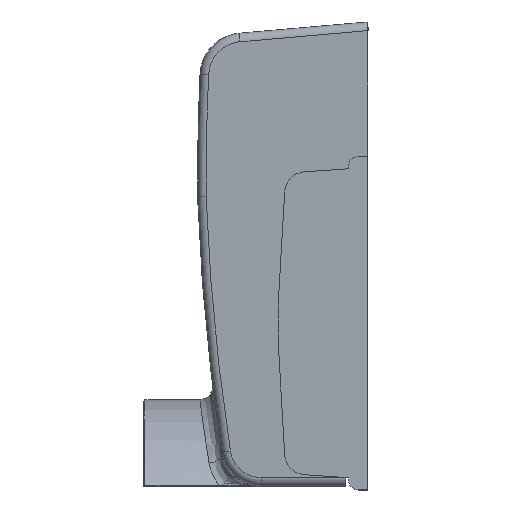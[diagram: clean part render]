
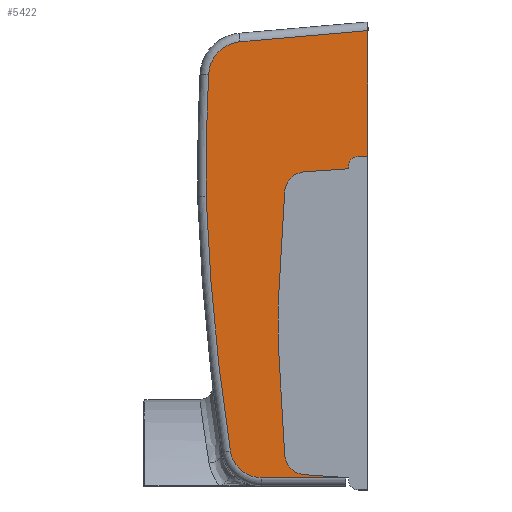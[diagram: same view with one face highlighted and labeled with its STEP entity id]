
A CAD part, left-side view. The second image highlights one B-rep face of the part: STEP entity #5422.
In plain terms, the highlighted planar face has unit normal (-1, 0, 0).
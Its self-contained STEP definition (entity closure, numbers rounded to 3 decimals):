
#264 = VERTEX_POINT ( 'NONE', #16857 ) ;
#300 = AXIS2_PLACEMENT_3D ( 'NONE', #14634, #5660, #16121 ) ;
#343 = PLANE ( 'NONE',  #6343 ) ;
#425 = DIRECTION ( 'NONE',  ( 0., 0., 1. ) ) ;
#470 = AXIS2_PLACEMENT_3D ( 'NONE', #10598, #1652, #12111 ) ;
#491 = FACE_OUTER_BOUND ( 'NONE', #3507, .T. ) ;
#723 = EDGE_CURVE ( 'NONE', #4712, #6097, #10668, .T. ) ;
#1236 = CARTESIAN_POINT ( 'NONE',  ( -45.75, 24.724, -105.992 ) ) ;
#1317 = EDGE_CURVE ( 'NONE', #3859, #2635, #13576, .T. ) ;
#1361 = CARTESIAN_POINT ( 'NONE',  ( -45.75, 20.796, -65.576 ) ) ;
#1370 = DIRECTION ( 'NONE',  ( 0., -0.998, 0.069 ) ) ;
#1652 = DIRECTION ( 'NONE',  ( -1., 0., 0. ) ) ;
#1859 = DIRECTION ( 'NONE',  ( -1., 0., 0. ) ) ;
#1863 = VERTEX_POINT ( 'NONE', #18438 ) ;
#1970 = VERTEX_POINT ( 'NONE', #4273 ) ;
#2096 = CARTESIAN_POINT ( 'NONE',  ( -45.75, 37.57, -40.538 ) ) ;
#2310 = ORIENTED_EDGE ( 'NONE', *, *, #4003, .T. ) ;
#2474 = ORIENTED_EDGE ( 'NONE', *, *, #13407, .T. ) ;
#2575 = ORIENTED_EDGE ( 'NONE', *, *, #10103, .T. ) ;
#2635 = VERTEX_POINT ( 'NONE', #13976 ) ;
#2777 = CARTESIAN_POINT ( 'NONE',  ( -45.75, 29.697, -4.598 ) ) ;
#3507 = EDGE_LOOP ( 'NONE', ( #9254, #8912, #2575, #18219, #11712, #17894, #2310, #13952, #18361, #12723, #12705, #10709, #8572, #2474, #14555, #16146, #4898 ) ) ;
#3606 = DIRECTION ( 'NONE',  ( 1., 0., 0. ) ) ;
#3617 = DIRECTION ( 'NONE',  ( -1., 0., 0. ) ) ;
#3820 = CIRCLE ( 'NONE', #470, 224.813 ) ;
#3859 = VERTEX_POINT ( 'NONE', #4494 ) ;
#3976 = CARTESIAN_POINT ( 'NONE',  ( -45.75, 4.4, -33.491 ) ) ;
#4003 = EDGE_CURVE ( 'NONE', #17810, #14287, #9460, .T. ) ;
#4107 = CARTESIAN_POINT ( 'NONE',  ( -45.75, 19.3, -39.554 ) ) ;
#4273 = CARTESIAN_POINT ( 'NONE',  ( -45.75, 4.4, -34.141 ) ) ;
#4494 = CARTESIAN_POINT ( 'NONE',  ( -45.75, 4.4, -33.491 ) ) ;
#4712 = VERTEX_POINT ( 'NONE', #13343 ) ;
#4898 = ORIENTED_EDGE ( 'NONE', *, *, #14924, .T. ) ;
#5002 = VERTEX_POINT ( 'NONE', #14187 ) ;
#5101 = CARTESIAN_POINT ( 'NONE',  ( -45.75, 2.2, -33.491 ) ) ;
#5106 = DIRECTION ( 'NONE',  ( 0., 0., -1. ) ) ;
#5422 = ADVANCED_FACE ( 'NONE', ( #491 ), #343, .T. ) ;
#5480 = VECTOR ( 'NONE', #14850, 1000. ) ;
#5529 = EDGE_CURVE ( 'NONE', #14287, #7220, #14097, .T. ) ;
#5660 = DIRECTION ( 'NONE',  ( -1., 0., 0. ) ) ;
#5693 = DIRECTION ( 'NONE',  ( 1., 0., 0. ) ) ;
#5754 = CARTESIAN_POINT ( 'NONE',  ( -45.75, 0., -2. ) ) ;
#5757 = VECTOR ( 'NONE', #14764, 1000. ) ;
#5828 = CARTESIAN_POINT ( 'NONE',  ( -45.75, 2.2, -31.291 ) ) ;
#5887 = CARTESIAN_POINT ( 'NONE',  ( -45.75, 14.655, -105.329 ) ) ;
#6097 = VERTEX_POINT ( 'NONE', #2096 ) ;
#6242 = DIRECTION ( 'NONE',  ( -1., 0., 0. ) ) ;
#6343 = AXIS2_PLACEMENT_3D ( 'NONE', #9307, #1859, #12313 ) ;
#6472 = CIRCLE ( 'NONE', #15690, 5. ) ;
#6582 = DIRECTION ( 'NONE',  ( 0., 0., -1. ) ) ;
#6797 = VECTOR ( 'NONE', #17076, 1000. ) ;
#6824 = EDGE_CURVE ( 'NONE', #2635, #16988, #11695, .T. ) ;
#6865 = DIRECTION ( 'NONE',  ( 0., 0.057, 0.998 ) ) ;
#7220 = VERTEX_POINT ( 'NONE', #17818 ) ;
#7248 = VECTOR ( 'NONE', #7315, 1000. ) ;
#7276 = LINE ( 'NONE', #18563, #6797 ) ;
#7315 = DIRECTION ( 'NONE',  ( 0., -1., 0. ) ) ;
#7507 = CARTESIAN_POINT ( 'NONE',  ( -45.75, 20.796, -65.576 ) ) ;
#7681 = AXIS2_PLACEMENT_3D ( 'NONE', #18370, #9395, #425 ) ;
#7830 = CARTESIAN_POINT ( 'NONE',  ( -45.75, 20.796, -74.606 ) ) ;
#7885 = LINE ( 'NONE', #8371, #19394 ) ;
#7977 = LINE ( 'NONE', #12434, #11496 ) ;
#8241 = VECTOR ( 'NONE', #1370, 1000. ) ;
#8371 = CARTESIAN_POINT ( 'NONE',  ( -45.75, 19.3, -100.628 ) ) ;
#8572 = ORIENTED_EDGE ( 'NONE', *, *, #14095, .F. ) ;
#8590 = EDGE_CURVE ( 'NONE', #17408, #17810, #3820, .T. ) ;
#8912 = ORIENTED_EDGE ( 'NONE', *, *, #19302, .T. ) ;
#8994 = VERTEX_POINT ( 'NONE', #5754 ) ;
#9007 = AXIS2_PLACEMENT_3D ( 'NONE', #15219, #6242, #16733 ) ;
#9045 = EDGE_CURVE ( 'NONE', #7220, #1970, #16232, .T. ) ;
#9254 = ORIENTED_EDGE ( 'NONE', *, *, #14774, .T. ) ;
#9307 = CARTESIAN_POINT ( 'NONE',  ( -45.75, 29., -12.568 ) ) ;
#9346 = VECTOR ( 'NONE', #5106, 1000. ) ;
#9395 = DIRECTION ( 'NONE',  ( -1., 0., 0. ) ) ;
#9460 = LINE ( 'NONE', #1361, #5480 ) ;
#9616 = EDGE_CURVE ( 'NONE', #18447, #4712, #11271, .T. ) ;
#9934 = VERTEX_POINT ( 'NONE', #5887 ) ;
#10103 = EDGE_CURVE ( 'NONE', #1863, #9934, #7276, .T. ) ;
#10598 = CARTESIAN_POINT ( 'NONE',  ( -45.75, 245.564, -70.091 ) ) ;
#10668 = CIRCLE ( 'NONE', #11020, 559.724 ) ;
#10709 = ORIENTED_EDGE ( 'NONE', *, *, #6824, .T. ) ;
#10993 = DIRECTION ( 'NONE',  ( 0., -1., 0. ) ) ;
#11020 = AXIS2_PLACEMENT_3D ( 'NONE', #12575, #3617, #14109 ) ;
#11271 = CIRCLE ( 'NONE', #9007, 8. ) ;
#11496 = VECTOR ( 'NONE', #10993, 1000. ) ;
#11695 = LINE ( 'NONE', #5828, #7248 ) ;
#11712 = ORIENTED_EDGE ( 'NONE', *, *, #15159, .T. ) ;
#12111 = DIRECTION ( 'NONE',  ( 0., 0., -1. ) ) ;
#12313 = DIRECTION ( 'NONE',  ( 0., 0., 1. ) ) ;
#12434 = CARTESIAN_POINT ( 'NONE',  ( -45.75, 5.102, -105.992 ) ) ;
#12569 = CARTESIAN_POINT ( 'NONE',  ( -45.75, 14.308, -39.841 ) ) ;
#12575 = CARTESIAN_POINT ( 'NONE',  ( -45.75, -522.147, -37.797 ) ) ;
#12623 = EDGE_CURVE ( 'NONE', #9934, #5002, #6472, .T. ) ;
#12705 = ORIENTED_EDGE ( 'NONE', *, *, #1317, .T. ) ;
#12723 = ORIENTED_EDGE ( 'NONE', *, *, #14236, .T. ) ;
#13343 = CARTESIAN_POINT ( 'NONE',  ( -45.75, 36.992, -12.202 ) ) ;
#13357 = CARTESIAN_POINT ( 'NONE',  ( -45.75, 14.655, -34.853 ) ) ;
#13407 = EDGE_CURVE ( 'NONE', #8994, #18447, #16770, .T. ) ;
#13576 = CIRCLE ( 'NONE', #19329, 2.2 ) ;
#13952 = ORIENTED_EDGE ( 'NONE', *, *, #5529, .T. ) ;
#13976 = CARTESIAN_POINT ( 'NONE',  ( -45.75, 2.2, -31.291 ) ) ;
#14095 = EDGE_CURVE ( 'NONE', #8994, #16988, #17334, .T. ) ;
#14097 = CIRCLE ( 'NONE', #18372, 5. ) ;
#14101 = DIRECTION ( 'NONE',  ( 0., 0., -1. ) ) ;
#14109 = DIRECTION ( 'NONE',  ( 0., 0., 1. ) ) ;
#14187 = CARTESIAN_POINT ( 'NONE',  ( -45.75, 19.3, -100.628 ) ) ;
#14236 = EDGE_CURVE ( 'NONE', #1970, #3859, #18473, .T. ) ;
#14287 = VERTEX_POINT ( 'NONE', #4107 ) ;
#14509 = VECTOR ( 'NONE', #15951, 1000. ) ;
#14555 = ORIENTED_EDGE ( 'NONE', *, *, #9616, .T. ) ;
#14634 = CARTESIAN_POINT ( 'NONE',  ( -45.75, -478.457, -21.274 ) ) ;
#14660 = CARTESIAN_POINT ( 'NONE',  ( -45.75, 14.308, -100.341 ) ) ;
#14764 = DIRECTION ( 'NONE',  ( 0., 0.996, -0.087 ) ) ;
#14774 = EDGE_CURVE ( 'NONE', #264, #18108, #18005, .T. ) ;
#14850 = DIRECTION ( 'NONE',  ( 0., -0.057, 0.998 ) ) ;
#14924 = EDGE_CURVE ( 'NONE', #6097, #264, #15641, .T. ) ;
#15159 = EDGE_CURVE ( 'NONE', #5002, #17408, #7885, .T. ) ;
#15219 = CARTESIAN_POINT ( 'NONE',  ( -45.75, 29., -12.568 ) ) ;
#15565 = DIRECTION ( 'NONE',  ( 1., 0., 0. ) ) ;
#15641 = CIRCLE ( 'NONE', #300, 516.387 ) ;
#15690 = AXIS2_PLACEMENT_3D ( 'NONE', #14660, #5693, #16157 ) ;
#15951 = DIRECTION ( 'NONE',  ( 0., 0., 1. ) ) ;
#15999 = CARTESIAN_POINT ( 'NONE',  ( -45.75, 29.697, -4.598 ) ) ;
#16121 = DIRECTION ( 'NONE',  ( 0., 0., 1. ) ) ;
#16146 = ORIENTED_EDGE ( 'NONE', *, *, #723, .T. ) ;
#16157 = DIRECTION ( 'NONE',  ( 0., 0., -1. ) ) ;
#16232 = LINE ( 'NONE', #13357, #8241 ) ;
#16733 = DIRECTION ( 'NONE',  ( 0., 0., 1. ) ) ;
#16770 = LINE ( 'NONE', #2777, #5757 ) ;
#16857 = CARTESIAN_POINT ( 'NONE',  ( -45.75, 31.922, -99.818 ) ) ;
#16988 = VERTEX_POINT ( 'NONE', #17312 ) ;
#17076 = DIRECTION ( 'NONE',  ( 0., 0.998, 0.069 ) ) ;
#17094 = CARTESIAN_POINT ( 'NONE',  ( -45.75, 0., 0.008 ) ) ;
#17312 = CARTESIAN_POINT ( 'NONE',  ( -45.75, 0., -31.291 ) ) ;
#17334 = LINE ( 'NONE', #17094, #9346 ) ;
#17408 = VERTEX_POINT ( 'NONE', #7830 ) ;
#17810 = VERTEX_POINT ( 'NONE', #7507 ) ;
#17818 = CARTESIAN_POINT ( 'NONE',  ( -45.75, 14.655, -34.853 ) ) ;
#17894 = ORIENTED_EDGE ( 'NONE', *, *, #8590, .T. ) ;
#18005 = CIRCLE ( 'NONE', #7681, 7.283 ) ;
#18108 = VERTEX_POINT ( 'NONE', #1236 ) ;
#18219 = ORIENTED_EDGE ( 'NONE', *, *, #12623, .T. ) ;
#18361 = ORIENTED_EDGE ( 'NONE', *, *, #9045, .T. ) ;
#18370 = CARTESIAN_POINT ( 'NONE',  ( -45.75, 24.724, -98.71 ) ) ;
#18372 = AXIS2_PLACEMENT_3D ( 'NONE', #12569, #3606, #14101 ) ;
#18438 = CARTESIAN_POINT ( 'NONE',  ( -45.75, 5.102, -105.992 ) ) ;
#18447 = VERTEX_POINT ( 'NONE', #15999 ) ;
#18473 = LINE ( 'NONE', #3976, #14509 ) ;
#18563 = CARTESIAN_POINT ( 'NONE',  ( -45.75, 4.4, -106.041 ) ) ;
#19302 = EDGE_CURVE ( 'NONE', #18108, #1863, #7977, .T. ) ;
#19329 = AXIS2_PLACEMENT_3D ( 'NONE', #5101, #15565, #6582 ) ;
#19394 = VECTOR ( 'NONE', #6865, 1000. ) ;
